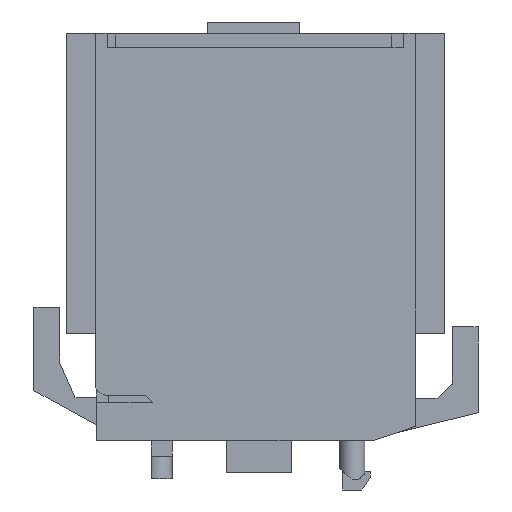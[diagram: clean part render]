
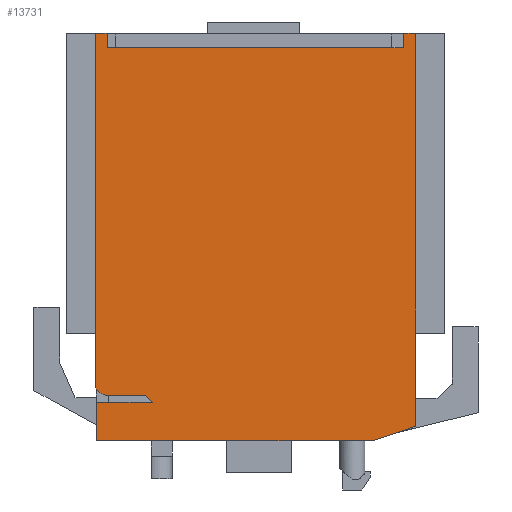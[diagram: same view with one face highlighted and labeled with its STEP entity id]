
A CAD part, left-side view. The second image highlights one B-rep face of the part: STEP entity #13731.
In plain terms, the highlighted planar face has unit normal (-1, 0, 0).
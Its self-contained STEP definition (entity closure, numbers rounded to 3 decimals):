
#956=DIRECTION('',(0.,0.,-1.));
#957=VECTOR('',#956,3.2);
#958=CARTESIAN_POINT('',(0.,26.8,3.2));
#959=LINE('',#958,#957);
#1905=DIRECTION('',(0.,-1.,0.));
#1906=VECTOR('',#1905,23.25);
#1907=CARTESIAN_POINT('',(0.,26.8,0.));
#1908=LINE('',#1907,#1906);
#1993=DIRECTION('',(0.,-1.,0.));
#1994=VECTOR('',#1993,1.);
#1995=CARTESIAN_POINT('',(0.,2.,33.));
#1996=LINE('',#1995,#1994);
#1997=DIRECTION('',(0.,0.947,-0.32));
#1998=VECTOR('',#1997,3.747);
#1999=CARTESIAN_POINT('',(0.,0.,1.2));
#2000=LINE('',#1999,#1998);
#2001=DIRECTION('',(0.,-1.,0.));
#2002=VECTOR('',#2001,4.7);
#2003=CARTESIAN_POINT('',(0.,26.8,3.2));
#2004=LINE('',#2003,#2002);
#2005=DIRECTION('',(0.,0.707,0.707));
#2006=VECTOR('',#2005,0.849);
#2007=CARTESIAN_POINT('',(0.,22.1,3.2));
#2008=LINE('',#2007,#2006);
#2009=DIRECTION('',(0.,1.,0.));
#2010=VECTOR('',#2009,3.2);
#2011=CARTESIAN_POINT('',(0.,22.7,3.8));
#2012=LINE('',#2011,#2010);
#2013=CARTESIAN_POINT('',(0.,25.9,4.8));
#2014=DIRECTION('',(1.,0.,0.));
#2015=DIRECTION('',(0.,0.,-1.));
#2016=AXIS2_PLACEMENT_3D('',#2013,#2014,#2015);
#2018=DIRECTION('',(0.,0.,-1.));
#2019=VECTOR('',#2018,1.2);
#2020=CARTESIAN_POINT('',(0.,25.9,34.2));
#2021=LINE('',#2020,#2019);
#2022=DIRECTION('',(0.,-1.,0.));
#2023=VECTOR('',#2022,0.7);
#2024=CARTESIAN_POINT('',(0.,25.9,33.));
#2025=LINE('',#2024,#2023);
#2026=DIRECTION('',(0.,1.,0.));
#2027=VECTOR('',#2026,23.2);
#2028=CARTESIAN_POINT('',(0.,2.,33.));
#2029=LINE('',#2028,#2027);
#2907=DIRECTION('',(0.,0.,1.));
#2908=VECTOR('',#2907,33.);
#2909=CARTESIAN_POINT('',(0.,0.,1.2));
#2910=LINE('',#2909,#2908);
#5031=DIRECTION('',(0.,1.,0.));
#5032=VECTOR('',#5031,1.);
#5033=CARTESIAN_POINT('',(0.,0.,34.2));
#5034=LINE('',#5033,#5032);
#5063=DIRECTION('',(0.,0.,-1.));
#5064=VECTOR('',#5063,1.2);
#5065=CARTESIAN_POINT('',(0.,1.,34.2));
#5066=LINE('',#5065,#5064);
#5794=DIRECTION('',(0.,1.,0.));
#5795=VECTOR('',#5794,1.);
#5796=CARTESIAN_POINT('',(0.,25.9,34.2));
#5797=LINE('',#5796,#5795);
#5810=DIRECTION('',(0.,0.,-1.));
#5811=VECTOR('',#5810,29.4);
#5812=CARTESIAN_POINT('',(0.,26.9,34.2));
#5813=LINE('',#5812,#5811);
#9022=CARTESIAN_POINT('',(0.,26.8,3.2));
#9023=VERTEX_POINT('',#9022);
#9024=CARTESIAN_POINT('',(0.,26.8,0.));
#9025=VERTEX_POINT('',#9024);
#9066=CARTESIAN_POINT('',(0.,3.55,0.));
#9067=VERTEX_POINT('',#9066);
#9438=CARTESIAN_POINT('',(0.,0.,1.2));
#9439=VERTEX_POINT('',#9438);
#9440=CARTESIAN_POINT('',(0.,0.,34.2));
#9441=VERTEX_POINT('',#9440);
#9691=CARTESIAN_POINT('',(0.,2.,33.));
#9692=CARTESIAN_POINT('',(0.,25.2,33.));
#9693=VERTEX_POINT('',#9691);
#9694=VERTEX_POINT('',#9692);
#9695=CARTESIAN_POINT('',(0.,1.,33.));
#9696=VERTEX_POINT('',#9695);
#9697=CARTESIAN_POINT('',(0.,1.,34.2));
#9698=VERTEX_POINT('',#9697);
#9699=CARTESIAN_POINT('',(0.,22.1,3.2));
#9700=VERTEX_POINT('',#9699);
#9701=CARTESIAN_POINT('',(0.,22.7,3.8));
#9702=VERTEX_POINT('',#9701);
#9703=CARTESIAN_POINT('',(0.,25.9,3.8));
#9704=VERTEX_POINT('',#9703);
#9705=CARTESIAN_POINT('',(0.,26.9,4.8));
#9706=VERTEX_POINT('',#9705);
#9707=CARTESIAN_POINT('',(0.,26.9,34.2));
#9708=VERTEX_POINT('',#9707);
#9709=CARTESIAN_POINT('',(0.,25.9,34.2));
#9710=VERTEX_POINT('',#9709);
#9711=CARTESIAN_POINT('',(0.,25.9,33.));
#9712=VERTEX_POINT('',#9711);
#13694=CARTESIAN_POINT('',(0.,13.45,3.2));
#13695=DIRECTION('',(-1.,0.,0.));
#13696=DIRECTION('',(0.,-1.,0.));
#13697=AXIS2_PLACEMENT_3D('',#13694,#13695,#13696);
#13698=PLANE('',#13697);
#13700=ORIENTED_EDGE('',*,*,#13699,.F.);
#13702=ORIENTED_EDGE('',*,*,#13701,.T.);
#13704=ORIENTED_EDGE('',*,*,#13703,.F.);
#13706=ORIENTED_EDGE('',*,*,#13705,.F.);
#13708=ORIENTED_EDGE('',*,*,#13707,.F.);
#13710=ORIENTED_EDGE('',*,*,#13709,.T.);
#13711=ORIENTED_EDGE('',*,*,#13614,.F.);
#13712=ORIENTED_EDGE('',*,*,#12219,.F.);
#13714=ORIENTED_EDGE('',*,*,#13713,.T.);
#13716=ORIENTED_EDGE('',*,*,#13715,.T.);
#13718=ORIENTED_EDGE('',*,*,#13717,.T.);
#13720=ORIENTED_EDGE('',*,*,#13719,.T.);
#13722=ORIENTED_EDGE('',*,*,#13721,.F.);
#13724=ORIENTED_EDGE('',*,*,#13723,.F.);
#13726=ORIENTED_EDGE('',*,*,#13725,.T.);
#13728=ORIENTED_EDGE('',*,*,#13727,.T.);
#13729=EDGE_LOOP('',(#13700,#13702,#13704,#13706,#13708,#13710,#13711,#13712,
#13714,#13716,#13718,#13720,#13722,#13724,#13726,#13728));
#13730=FACE_OUTER_BOUND('',#13729,.F.);
#2017=CIRCLE('',#2016,1.);
#12219=EDGE_CURVE('',#9023,#9025,#959,.T.);
#13614=EDGE_CURVE('',#9025,#9067,#1908,.T.);
#13699=EDGE_CURVE('',#9693,#9694,#2029,.T.);
#13701=EDGE_CURVE('',#9693,#9696,#1996,.T.);
#13703=EDGE_CURVE('',#9698,#9696,#5066,.T.);
#13705=EDGE_CURVE('',#9441,#9698,#5034,.T.);
#13707=EDGE_CURVE('',#9439,#9441,#2910,.T.);
#13709=EDGE_CURVE('',#9439,#9067,#2000,.T.);
#13713=EDGE_CURVE('',#9023,#9700,#2004,.T.);
#13715=EDGE_CURVE('',#9700,#9702,#2008,.T.);
#13717=EDGE_CURVE('',#9702,#9704,#2012,.T.);
#13719=EDGE_CURVE('',#9704,#9706,#2017,.T.);
#13721=EDGE_CURVE('',#9708,#9706,#5813,.T.);
#13723=EDGE_CURVE('',#9710,#9708,#5797,.T.);
#13725=EDGE_CURVE('',#9710,#9712,#2021,.T.);
#13727=EDGE_CURVE('',#9712,#9694,#2025,.T.);
#13731=ADVANCED_FACE('',(#13730),#13698,.T.);
